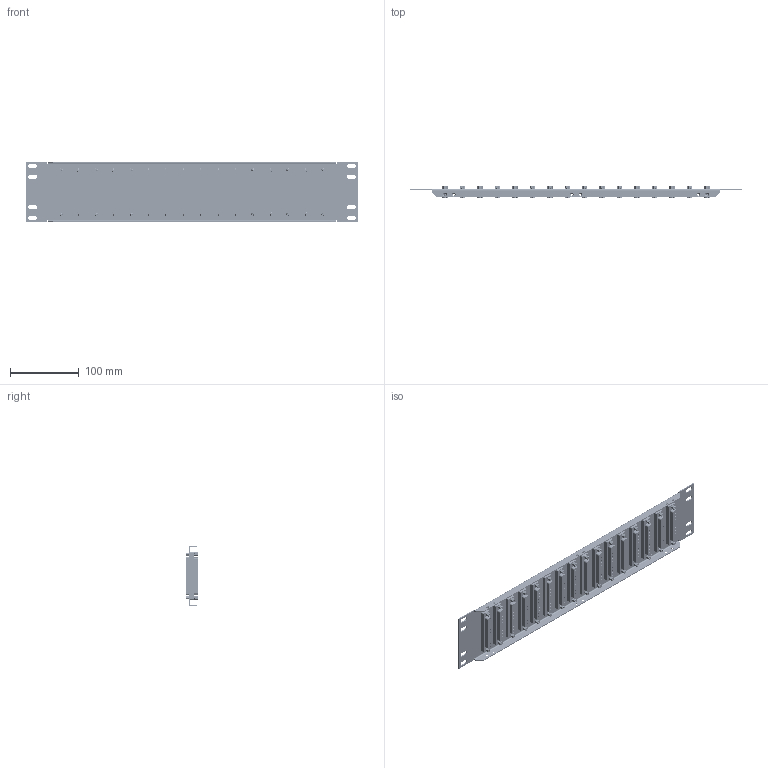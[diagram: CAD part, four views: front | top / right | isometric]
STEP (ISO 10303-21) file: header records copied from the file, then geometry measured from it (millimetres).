
FILE_DESCRIPTION (( 'STEP AP203' ), '1' );
FILE_NAME ('PR35GB37FB.STEP', '2015-04-08T16:29:00', ( 'x' ), ( '' ), 'SwSTEP 2.0', 'SolidWorks 2014', '' );
FILE_SCHEMA (( 'CONFIG_CONTROL_DESIGN' ));
Length unit declared in the file: inch
Products named in the file (7): SD37S_Without Mounting Flange and Solder Cups; dgb37f_NO HARDWARE; 1AJ10-001; SDHS-PROD_DEFAULT; PR35GB37FB; pr35ds3716b; DGBH37F-MA1
Assembly tree (84 placements, depth 3):
  PR35GB37FB
    pr35ds3716b
    dgb37f_NO HARDWARE  x16
      DGBH37F-MA1
      SD37S_Without Mounting Flange and Solder Cups
    1AJ10-001  x32
    SDHS-PROD_DEFAULT  x32
Bounding box: 482.6 x 17.73 x 88.39 mm (x, y, z)
Volume: 221583.5 mm3; surface area: 213955.5 mm2
Topology: 113 solids, 113 shells, 11109 faces, 25064 edges, 15664 vertices
Faces by surface type: cylinder 4356, plane 3441, cone 2008, bspline 600, sphere 512, torus 192
Entity records: 44496 total; most frequent: CARTESIAN_POINT 13876, ORIENTED_EDGE 5938, DIRECTION 5385, EDGE_CURVE 2969, VERTEX_POINT 1944, LINE 1919, VECTOR 1919, AXIS2_PLACEMENT_3D 1733
